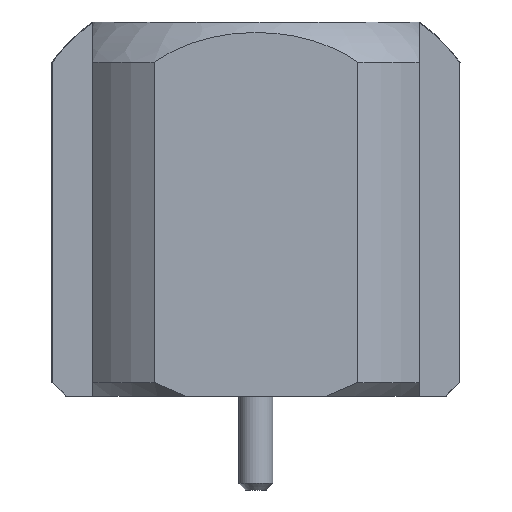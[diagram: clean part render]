
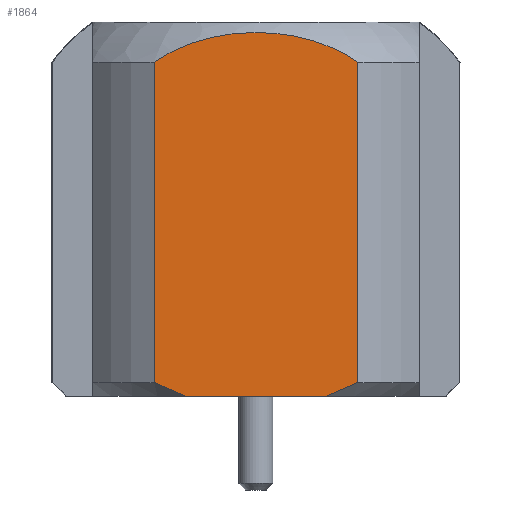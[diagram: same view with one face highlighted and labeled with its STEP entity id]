
A CAD part, front view. The second image highlights one B-rep face of the part: STEP entity #1864.
In plain terms, the highlighted planar face has unit normal (0, -1, 0).
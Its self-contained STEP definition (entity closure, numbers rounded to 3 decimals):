
#33=B_SPLINE_CURVE_WITH_KNOTS('',3,(#2566,#2567,#2568,#2569,#2570),
 .UNSPECIFIED.,.F.,.F.,(4,1,4),(0.004,0.005,
0.007),.UNSPECIFIED.);
#40=B_SPLINE_CURVE_WITH_KNOTS('',3,(#2633,#2634,#2635,#2636),
 .UNSPECIFIED.,.F.,.F.,(4,4),(0.,0.),
 .UNSPECIFIED.);
#41=B_SPLINE_CURVE_WITH_KNOTS('',3,(#2640,#2641,#2642,#2643),
 .UNSPECIFIED.,.F.,.F.,(4,4),(0.,0.),
 .UNSPECIFIED.);
#73=LINE('',#2501,#151);
#74=LINE('',#2506,#152);
#92=LINE('',#2638,#170);
#151=VECTOR('',#2118,1000.);
#152=VECTOR('',#2123,1000.);
#170=VECTOR('',#2195,1000.);
#337=ORIENTED_EDGE('',*,*,#685,.F.);
#338=ORIENTED_EDGE('',*,*,#660,.T.);
#339=ORIENTED_EDGE('',*,*,#707,.T.);
#340=ORIENTED_EDGE('',*,*,#708,.T.);
#341=ORIENTED_EDGE('',*,*,#709,.T.);
#342=ORIENTED_EDGE('',*,*,#662,.F.);
#660=EDGE_CURVE('',#851,#853,#73,.T.);
#662=EDGE_CURVE('',#854,#856,#74,.T.);
#685=EDGE_CURVE('',#851,#854,#33,.T.);
#707=EDGE_CURVE('',#853,#892,#40,.T.);
#708=EDGE_CURVE('',#892,#893,#92,.T.);
#709=EDGE_CURVE('',#893,#856,#41,.T.);
#851=VERTEX_POINT('',#2496);
#853=VERTEX_POINT('',#2500);
#854=VERTEX_POINT('',#2504);
#856=VERTEX_POINT('',#2507);
#892=VERTEX_POINT('',#2632);
#893=VERTEX_POINT('',#2639);
#1063=EDGE_LOOP('',(#337,#338,#339,#340,#341,#342));
#1161=FACE_BOUND('',#1063,.T.);
#1239=PLANE('',#1975);
#1864=ADVANCED_FACE('',(#1161),#1239,.F.);
#1975=AXIS2_PLACEMENT_3D('',#2637,#2193,#2194);
#2118=DIRECTION('',(0.,0.,-1.));
#2123=DIRECTION('',(0.,0.,-1.));
#2193=DIRECTION('',(0.,1.,0.));
#2194=DIRECTION('',(-1.,0.,0.));
#2195=DIRECTION('',(1.,0.,0.));
#2496=CARTESIAN_POINT('',(-1.497,-2.6,4.91));
#2500=CARTESIAN_POINT('',(-1.497,-2.6,0.2));
#2501=CARTESIAN_POINT('',(-1.497,-2.6,5.5));
#2504=CARTESIAN_POINT('',(1.497,-2.6,4.91));
#2506=CARTESIAN_POINT('',(1.497,-2.6,5.5));
#2507=CARTESIAN_POINT('',(1.497,-2.6,0.2));
#2566=CARTESIAN_POINT('',(-1.497,-2.6,4.91));
#2567=CARTESIAN_POINT('',(-1.06,-2.6,5.212));
#2568=CARTESIAN_POINT('',(0.004,-2.6,5.478));
#2569=CARTESIAN_POINT('',(1.059,-2.6,5.213));
#2570=CARTESIAN_POINT('',(1.497,-2.6,4.91));
#2632=CARTESIAN_POINT('',(-1.039,-2.6,0.));
#2633=CARTESIAN_POINT('',(-1.497,-2.6,0.2));
#2634=CARTESIAN_POINT('',(-1.348,-2.6,0.126));
#2635=CARTESIAN_POINT('',(-1.195,-2.6,0.058));
#2636=CARTESIAN_POINT('',(-1.039,-2.6,0.));
#2637=CARTESIAN_POINT('',(-1.497,-2.6,5.5));
#2638=CARTESIAN_POINT('',(-1.497,-2.6,0.));
#2639=CARTESIAN_POINT('',(1.039,-2.6,0.));
#2640=CARTESIAN_POINT('',(1.039,-2.6,0.));
#2641=CARTESIAN_POINT('',(1.195,-2.6,0.058));
#2642=CARTESIAN_POINT('',(1.348,-2.6,0.126));
#2643=CARTESIAN_POINT('',(1.497,-2.6,0.2));
